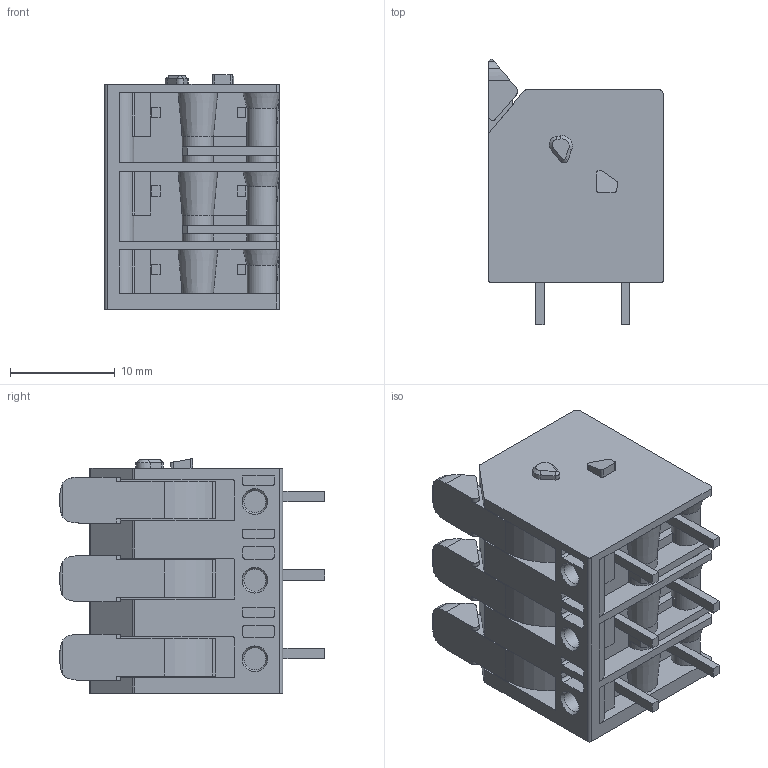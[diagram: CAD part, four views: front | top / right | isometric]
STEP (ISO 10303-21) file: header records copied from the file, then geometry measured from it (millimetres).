
FILE_DESCRIPTION( ( 'STEP AP214' ), '1' );
FILE_NAME( '2604-3303.stp', '2019-05-07T10:58:07', ( '' ), ( '' ), ' ', 'PARTsolutions', ' ' );
FILE_SCHEMA( ( 'AUTOMOTIVE_DESIGN { 1 0 10303 214 1 1 1 1 }' ) );
Length unit declared in the file: millimetre
Products named in the file (1): _2604-3303
Bounding box: 16.7 x 25.3 x 22.4 mm (x, y, z)
Volume: 5527.6 mm3; surface area: 3553.6 mm2
Topology: 1 solids, 1 shells, 433 faces, 1144 edges, 735 vertices
Faces by surface type: plane 261, cylinder 130, cone 42
Full cylindrical faces by diameter (mm): 2.1 x3
Entity records: 16917 total; most frequent: CARTESIAN_POINT 2547, DIRECTION 2278, ORIENTED_EDGE 2276, EDGE_CURVE 1138, LINE 788, VECTOR 788, AXIS2_PLACEMENT_3D 745, VERTEX_POINT 735
